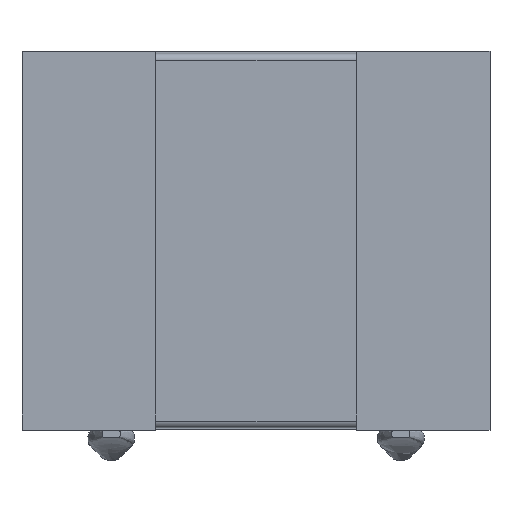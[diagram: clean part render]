
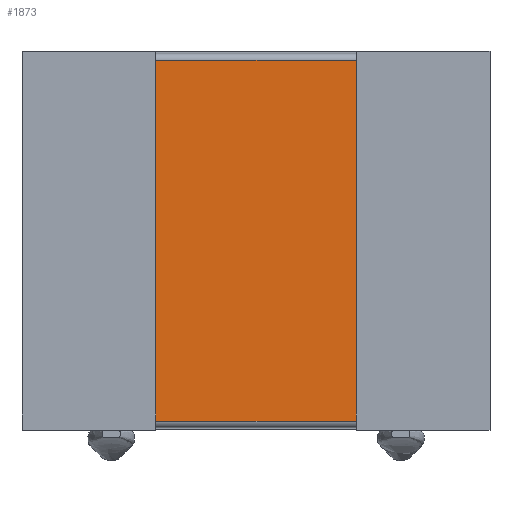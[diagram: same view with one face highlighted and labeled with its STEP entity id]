
A CAD part, top view. The second image highlights one B-rep face of the part: STEP entity #1873.
In plain terms, the highlighted planar face has unit normal (0, 0, 1).
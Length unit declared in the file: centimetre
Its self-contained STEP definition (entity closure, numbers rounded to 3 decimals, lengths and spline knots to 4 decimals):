
#189=LINE('',#5869,#306);
#190=LINE('',#5872,#307);
#191=LINE('',#5874,#308);
#192=LINE('',#5876,#309);
#306=VECTOR('',#2410,100.);
#307=VECTOR('',#2411,100.);
#308=VECTOR('',#2412,100.);
#309=VECTOR('',#2413,100.);
#688=ORIENTED_EDGE('',*,*,#905,.T.);
#689=ORIENTED_EDGE('',*,*,#906,.T.);
#690=ORIENTED_EDGE('',*,*,#907,.T.);
#691=ORIENTED_EDGE('',*,*,#908,.T.);
#905=EDGE_CURVE('',#1062,#1063,#189,.T.);
#906=EDGE_CURVE('',#1063,#1064,#190,.T.);
#907=EDGE_CURVE('',#1064,#1065,#191,.T.);
#908=EDGE_CURVE('',#1065,#1062,#192,.T.);
#1062=VERTEX_POINT('',#5870);
#1063=VERTEX_POINT('',#5871);
#1064=VERTEX_POINT('',#5873);
#1065=VERTEX_POINT('',#5875);
#1253=EDGE_LOOP('',(#688,#689,#690,#691));
#1375=FACE_BOUND('',#1253,.T.);
#1423=PLANE('',#2021);
#1873=ADVANCED_FACE('',(#1375),#1423,.T.);
#2021=AXIS2_PLACEMENT_3D('',#5868,#2408,#2409);
#2408=DIRECTION('',(0.,0.,1.));
#2409=DIRECTION('',(1.,0.,0.));
#2410=DIRECTION('',(1.,0.,0.));
#2411=DIRECTION('',(0.,1.,0.));
#2412=DIRECTION('',(-1.,0.,0.));
#2413=DIRECTION('',(0.,-1.,0.));
#5868=CARTESIAN_POINT('',(0.,0.,0.066));
#5869=CARTESIAN_POINT('',(0.104,-0.081,0.066));
#5870=CARTESIAN_POINT('',(-0.101,-0.081,0.066));
#5871=CARTESIAN_POINT('',(0.101,-0.081,0.066));
#5872=CARTESIAN_POINT('',(0.101,0.084,0.066));
#5873=CARTESIAN_POINT('',(0.101,0.081,0.066));
#5874=CARTESIAN_POINT('',(-0.104,0.081,0.066));
#5875=CARTESIAN_POINT('',(-0.101,0.081,0.066));
#5876=CARTESIAN_POINT('',(-0.101,-0.084,0.066));
